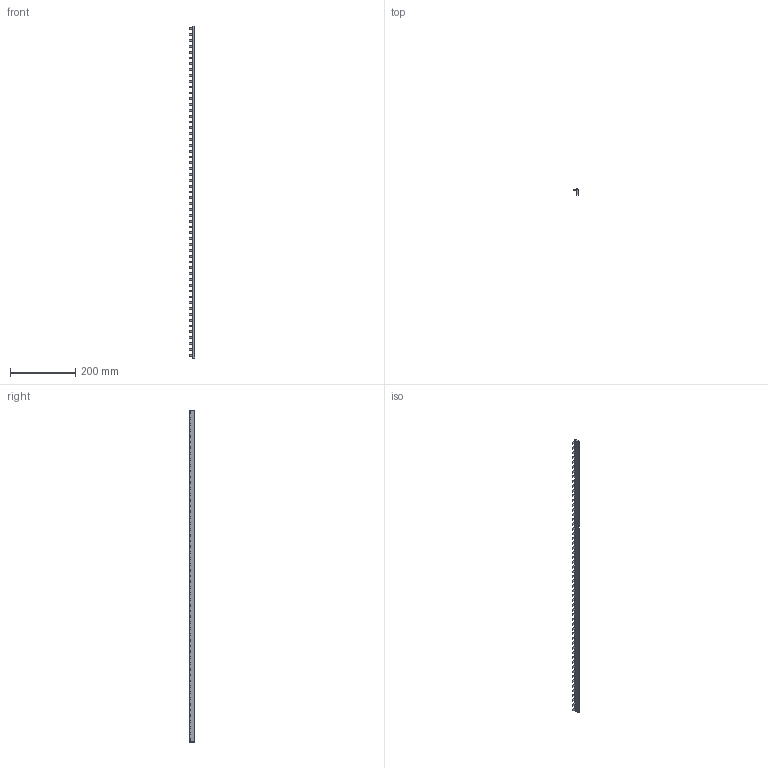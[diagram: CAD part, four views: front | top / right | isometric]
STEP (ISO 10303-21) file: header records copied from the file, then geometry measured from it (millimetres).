
FILE_DESCRIPTION (( 'STEP AP203' ), '1' );
FILE_NAME ('GMCB-BB1P-57-100C.step', '2024-07-23T19:31:46', ( '' ), ( '' ), 'SwSTEP 2.0', 'SolidWorks 2023', '' );
FILE_SCHEMA (( 'CONFIG_CONTROL_DESIGN' ));
Length unit declared in the file: inch
Products named in the file (1): GMCB-BB1P-57-100C
Bounding box: 16.6 x 17.6 x 1014 mm (x, y, z)
Volume: 76572.2 mm3; surface area: 48676.6 mm2
Topology: 1 solids, 1 shells, 440 faces, 1135 edges, 754 vertices
Faces by surface type: plane 314, cylinder 124, cone 2
Entity records: 13430 total; most frequent: CARTESIAN_POINT 2348, ORIENTED_EDGE 2270, DIRECTION 2261, EDGE_CURVE 1135, VECTOR 879, LINE 879, VERTEX_POINT 754, AXIS2_PLACEMENT_3D 691
